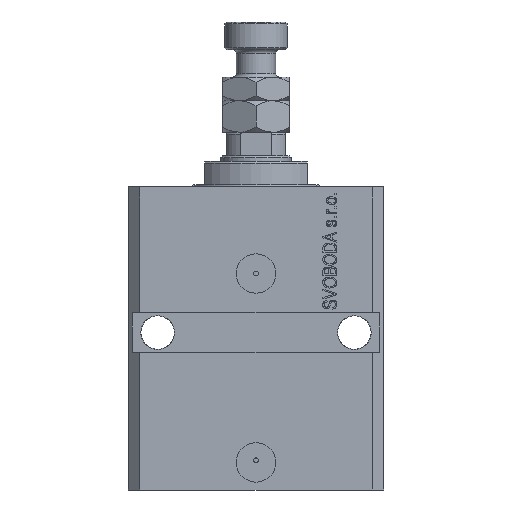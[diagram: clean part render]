
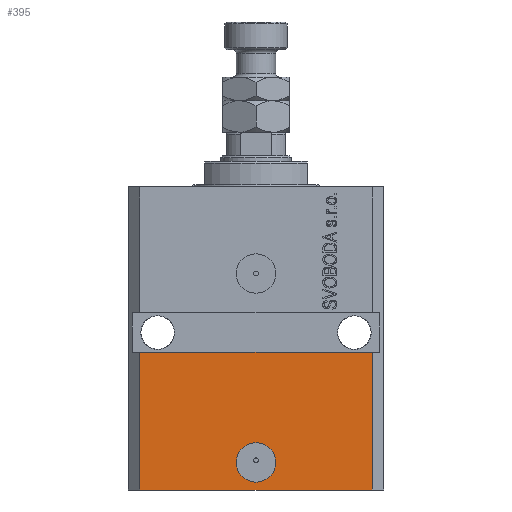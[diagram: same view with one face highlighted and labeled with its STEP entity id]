
A CAD part, front view. The second image highlights one B-rep face of the part: STEP entity #395.
In plain terms, the highlighted planar face has unit normal (0, -1, 0).
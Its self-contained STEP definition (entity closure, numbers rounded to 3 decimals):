
#395 = ADVANCED_FACE ( 'NONE', ( #42831, #4153 ), #18555, .T. ) ;
#782 = VECTOR ( 'NONE', #33877, 1000. ) ;
#955 = CARTESIAN_POINT ( 'NONE',  ( -32.5, -22.5, -42. ) ) ;
#1004 = LINE ( 'NONE', #39900, #18435 ) ;
#1553 = DIRECTION ( 'NONE',  ( 1., 0., 0. ) ) ;
#2245 = EDGE_LOOP ( 'NONE', ( #37086, #2837 ) ) ;
#2268 = CARTESIAN_POINT ( 'NONE',  ( 29.5, -22.5, -42. ) ) ;
#2837 = ORIENTED_EDGE ( 'NONE', *, *, #7160, .F. ) ;
#4153 = FACE_OUTER_BOUND ( 'NONE', #4655, .T. ) ;
#4655 = EDGE_LOOP ( 'NONE', ( #9549, #19767, #26601, #15183 ) ) ;
#5033 = DIRECTION ( 'NONE',  ( 0., -1., 0. ) ) ;
#5343 = AXIS2_PLACEMENT_3D ( 'NONE', #29802, #26320, #5557 ) ;
#5557 = DIRECTION ( 'NONE',  ( 1., 0., 0. ) ) ;
#5576 = EDGE_CURVE ( 'NONE', #30164, #33578, #1004, .T. ) ;
#6116 = VECTOR ( 'NONE', #38829, 1000. ) ;
#6224 = CARTESIAN_POINT ( 'NONE',  ( -5., -22.5, -70. ) ) ;
#7160 = EDGE_CURVE ( 'NONE', #12200, #25320, #26660, .T. ) ;
#7350 = CARTESIAN_POINT ( 'NONE',  ( -29.5, -22.5, -77. ) ) ;
#7920 = LINE ( 'NONE', #955, #35126 ) ;
#8198 = DIRECTION ( 'NONE',  ( 1., 0., 0. ) ) ;
#8821 = VERTEX_POINT ( 'NONE', #24489 ) ;
#9549 = ORIENTED_EDGE ( 'NONE', *, *, #16443, .F. ) ;
#10899 = CARTESIAN_POINT ( 'NONE',  ( -29.5, -22.5, -77. ) ) ;
#12200 = VERTEX_POINT ( 'NONE', #6224 ) ;
#12439 = EDGE_CURVE ( 'NONE', #33578, #41012, #30856, .T. ) ;
#12775 = CIRCLE ( 'NONE', #5343, 5. ) ;
#15183 = ORIENTED_EDGE ( 'NONE', *, *, #12439, .T. ) ;
#16078 = EDGE_CURVE ( 'NONE', #30164, #8821, #39286, .T. ) ;
#16443 = EDGE_CURVE ( 'NONE', #8821, #41012, #7920, .T. ) ;
#16488 = CARTESIAN_POINT ( 'NONE',  ( -29.5, -22.5, -77. ) ) ;
#18435 = VECTOR ( 'NONE', #8198, 1000. ) ;
#18555 = PLANE ( 'NONE',  #42950 ) ;
#19425 = CARTESIAN_POINT ( 'NONE',  ( 29.5, -22.5, -77. ) ) ;
#19767 = ORIENTED_EDGE ( 'NONE', *, *, #16078, .F. ) ;
#24489 = CARTESIAN_POINT ( 'NONE',  ( -29.5, -22.5, -42. ) ) ;
#25114 = DIRECTION ( 'NONE',  ( 1., 0., 0. ) ) ;
#25320 = VERTEX_POINT ( 'NONE', #31976 ) ;
#26320 = DIRECTION ( 'NONE',  ( 0., -1., 0. ) ) ;
#26601 = ORIENTED_EDGE ( 'NONE', *, *, #5576, .T. ) ;
#26660 = CIRCLE ( 'NONE', #29630, 5. ) ;
#29291 = EDGE_CURVE ( 'NONE', #25320, #12200, #12775, .T. ) ;
#29630 = AXIS2_PLACEMENT_3D ( 'NONE', #40466, #5033, #1553 ) ;
#29802 = CARTESIAN_POINT ( 'NONE',  ( 0., -22.5, -70. ) ) ;
#30164 = VERTEX_POINT ( 'NONE', #16488 ) ;
#30856 = LINE ( 'NONE', #19425, #782 ) ;
#31976 = CARTESIAN_POINT ( 'NONE',  ( 5., -22.5, -70. ) ) ;
#33578 = VERTEX_POINT ( 'NONE', #36164 ) ;
#33877 = DIRECTION ( 'NONE',  ( 0., 0., 1. ) ) ;
#35126 = VECTOR ( 'NONE', #39404, 1000. ) ;
#36164 = CARTESIAN_POINT ( 'NONE',  ( 29.5, -22.5, -77. ) ) ;
#36521 = DIRECTION ( 'NONE',  ( 0., -1., 0. ) ) ;
#37086 = ORIENTED_EDGE ( 'NONE', *, *, #29291, .F. ) ;
#38829 = DIRECTION ( 'NONE',  ( 0., 0., 1. ) ) ;
#39286 = LINE ( 'NONE', #7350, #6116 ) ;
#39404 = DIRECTION ( 'NONE',  ( 1., 0., 0. ) ) ;
#39900 = CARTESIAN_POINT ( 'NONE',  ( -29.5, -22.5, -77. ) ) ;
#40466 = CARTESIAN_POINT ( 'NONE',  ( 0., -22.5, -70. ) ) ;
#41012 = VERTEX_POINT ( 'NONE', #2268 ) ;
#42831 = FACE_BOUND ( 'NONE', #2245, .T. ) ;
#42950 = AXIS2_PLACEMENT_3D ( 'NONE', #10899, #36521, #25114 ) ;
